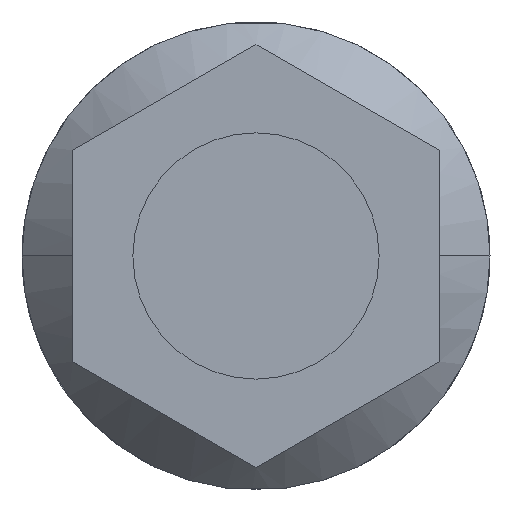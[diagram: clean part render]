
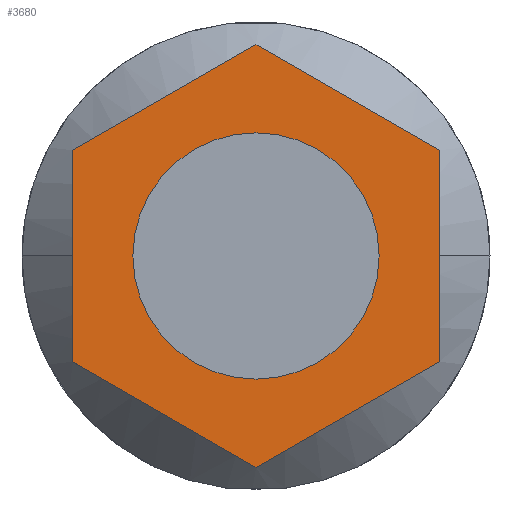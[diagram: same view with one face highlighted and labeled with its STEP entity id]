
A CAD part, left-side view. The second image highlights one B-rep face of the part: STEP entity #3680.
In plain terms, the highlighted face is planar.
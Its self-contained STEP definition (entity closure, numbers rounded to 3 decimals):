
#2980=CARTESIAN_POINT('',(-3.984,5.401,
-82.983));
#2990=DIRECTION('',(0.,0.,-1.));
#3000=DIRECTION('',(-0.866,-0.5,
0.));
#3010=AXIS2_PLACEMENT_3D('',#2980,#2990,#3000);
#3020=PLANE('',#3010);
#3030=CARTESIAN_POINT('',(3.716,6.437,
-82.983));
#3040=DIRECTION('',(-0.866,0.5,
0.));
#3050=VECTOR('',#3040,1.);
#3060=LINE('',#3030,#3050);
#3070=CARTESIAN_POINT('',(7.432,4.291,
-82.983));
#3080=VERTEX_POINT('',#3070);
#3090=CARTESIAN_POINT('',(0.,8.582,
-82.983));
#3100=VERTEX_POINT('',#3090);
#3110=EDGE_CURVE('',#3080,#3100,#3060,.T.);
#3120=ORIENTED_EDGE('',*,*,#3110,.F.);
#3130=CARTESIAN_POINT('',(-7.432,4.291,
-82.983));
#3140=DIRECTION('',(-0.866,-0.5,
0.));
#3150=VECTOR('',#3140,1.);
#3160=LINE('',#3130,#3150);
#3170=CARTESIAN_POINT('',(-7.432,4.291,
-82.983));
#3180=VERTEX_POINT('',#3170);
#3190=EDGE_CURVE('',#3100,#3180,#3160,.T.);
#3200=ORIENTED_EDGE('',*,*,#3190,.F.);
#3210=CARTESIAN_POINT('',(-7.432,4.291,
-82.983));
#3220=DIRECTION('',(0.,-1.,0.));
#3230=VECTOR('',#3220,1.);
#3240=LINE('',#3210,#3230);
#3250=CARTESIAN_POINT('',(-7.432,-4.291,
-82.983));
#3260=VERTEX_POINT('',#3250);
#3270=EDGE_CURVE('',#3180,#3260,#3240,.T.);
#3280=ORIENTED_EDGE('',*,*,#3270,.F.);
#3290=CARTESIAN_POINT('',(-3.716,-6.437,
-82.983));
#3300=DIRECTION('',(0.866,-0.5,
0.));
#3310=VECTOR('',#3300,1.);
#3320=LINE('',#3290,#3310);
#3330=CARTESIAN_POINT('',(0.,-8.582,
-82.983));
#3340=VERTEX_POINT('',#3330);
#3350=EDGE_CURVE('',#3260,#3340,#3320,.T.);
#3360=ORIENTED_EDGE('',*,*,#3350,.F.);
#3370=CARTESIAN_POINT('',(7.432,-4.291,
-82.983));
#3380=DIRECTION('',(0.866,0.5,
0.));
#3390=VECTOR('',#3380,1.);
#3400=LINE('',#3370,#3390);
#3410=CARTESIAN_POINT('',(7.432,-4.291,
-82.983));
#3420=VERTEX_POINT('',#3410);
#3430=EDGE_CURVE('',#3340,#3420,#3400,.T.);
#3440=ORIENTED_EDGE('',*,*,#3430,.F.);
#3450=CARTESIAN_POINT('',(7.432,-4.291,
-82.983));
#3460=DIRECTION('',(0.,1.,0.));
#3470=VECTOR('',#3460,1.);
#3480=LINE('',#3450,#3470);
#3490=EDGE_CURVE('',#3420,#3080,#3480,.T.);
#3500=ORIENTED_EDGE('',*,*,#3490,.F.);
#3510=EDGE_LOOP('',(#3500,#3440,#3360,#3280,#3200,#3120));
#3520=FACE_OUTER_BOUND('',#3510,.T.);
#3530=CARTESIAN_POINT('',(0.,0.,
-82.983));
#3540=DIRECTION('',(0.,0.,-1.));
#3550=DIRECTION('',(-0.866,-0.5,
0.));
#3560=AXIS2_PLACEMENT_3D('',#3530,#3540,#3550);
#3570=CIRCLE('',#3560,5.);
#3580=CARTESIAN_POINT('',(-4.33,-2.5,
-82.983));
#3590=VERTEX_POINT('',#3580);
#3600=CARTESIAN_POINT('',(4.33,2.5,
-82.983));
#3610=VERTEX_POINT('',#3600);
#3620=EDGE_CURVE('',#3590,#3610,#3570,.T.);
#3630=ORIENTED_EDGE('',*,*,#3620,.F.);
#3640=EDGE_CURVE('',#3610,#3590,#3570,.T.);
#3650=ORIENTED_EDGE('',*,*,#3640,.F.);
#3660=EDGE_LOOP('',(#3650,#3630));
#3670=FACE_BOUND('',#3660,.T.);
#3680=ADVANCED_FACE('',(#3520,#3670),#3020,.T.);
